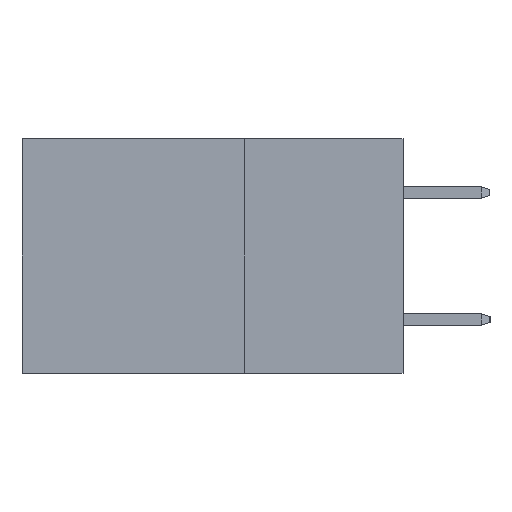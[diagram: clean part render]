
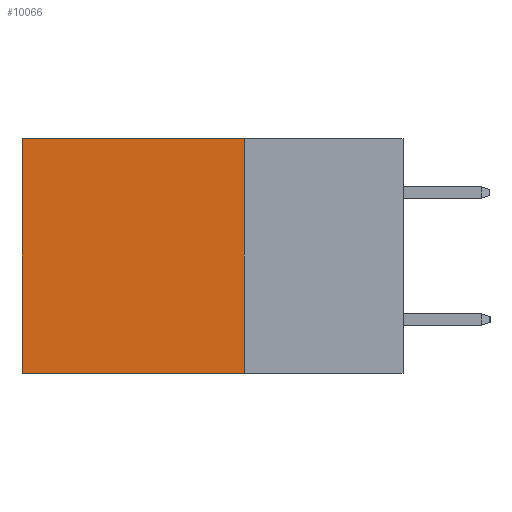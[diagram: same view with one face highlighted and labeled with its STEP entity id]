
A CAD part, left-side view. The second image highlights one B-rep face of the part: STEP entity #10066.
In plain terms, the highlighted planar face has unit normal (-1, 0, 0).
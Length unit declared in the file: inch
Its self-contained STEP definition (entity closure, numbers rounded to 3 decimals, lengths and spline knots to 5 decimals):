
#50 = DIRECTION ( 'NONE',  ( 0., 0., -1. ) ) ;
#165 = ORIENTED_EDGE ( 'NONE', *, *, #2422, .T. ) ;
#185 = CARTESIAN_POINT ( 'NONE',  ( 0.2875, 0.25, 0. ) ) ;
#284 = VECTOR ( 'NONE', #10101, 39.37008 ) ;
#560 = CARTESIAN_POINT ( 'NONE',  ( 0.2875, 0.25, 0. ) ) ;
#611 = DIRECTION ( 'NONE',  ( 0., 0., -1. ) ) ;
#638 = VECTOR ( 'NONE', #7003, 39.37008 ) ;
#1339 = PLANE ( 'NONE',  #5290 ) ;
#1385 = CARTESIAN_POINT ( 'NONE',  ( 0.2875, 0.25, 0. ) ) ;
#1439 = CARTESIAN_POINT ( 'NONE',  ( 0.2875, 0.6, 0. ) ) ;
#2253 = LINE ( 'NONE', #5316, #284 ) ;
#2422 = EDGE_CURVE ( 'NONE', #7425, #7207, #7711, .T. ) ;
#2423 = LINE ( 'NONE', #1439, #9949 ) ;
#2904 = ORIENTED_EDGE ( 'NONE', *, *, #7008, .T. ) ;
#3017 = DIRECTION ( 'NONE',  ( 1., 0., 0. ) ) ;
#3429 = VECTOR ( 'NONE', #4039, 39.37008 ) ;
#3526 = VERTEX_POINT ( 'NONE', #6484 ) ;
#4039 = DIRECTION ( 'NONE',  ( 0., 0., -1. ) ) ;
#4214 = ORIENTED_EDGE ( 'NONE', *, *, #9540, .F. ) ;
#4423 = CARTESIAN_POINT ( 'NONE',  ( 0.2875, 0.25, -0.37 ) ) ;
#5290 = AXIS2_PLACEMENT_3D ( 'NONE', #560, #3017, #611 ) ;
#5316 = CARTESIAN_POINT ( 'NONE',  ( 0.2875, 0.25, -0.37 ) ) ;
#6065 = ORIENTED_EDGE ( 'NONE', *, *, #7872, .F. ) ;
#6360 = EDGE_LOOP ( 'NONE', ( #2904, #6065, #4214, #165 ) ) ;
#6484 = CARTESIAN_POINT ( 'NONE',  ( 0.2875, 0.6, -0.37 ) ) ;
#7003 = DIRECTION ( 'NONE',  ( 0., 1., 0. ) ) ;
#7008 = EDGE_CURVE ( 'NONE', #7207, #3526, #2423, .T. ) ;
#7207 = VERTEX_POINT ( 'NONE', #9633 ) ;
#7425 = VERTEX_POINT ( 'NONE', #185 ) ;
#7711 = LINE ( 'NONE', #1385, #638 ) ;
#7762 = FACE_OUTER_BOUND ( 'NONE', #6360, .T. ) ;
#7872 = EDGE_CURVE ( 'NONE', #8179, #3526, #2253, .T. ) ;
#7892 = CARTESIAN_POINT ( 'NONE',  ( 0.2875, 0.25, 0. ) ) ;
#8179 = VERTEX_POINT ( 'NONE', #4423 ) ;
#9540 = EDGE_CURVE ( 'NONE', #7425, #8179, #9661, .T. ) ;
#9633 = CARTESIAN_POINT ( 'NONE',  ( 0.2875, 0.6, 0. ) ) ;
#9661 = LINE ( 'NONE', #7892, #3429 ) ;
#9949 = VECTOR ( 'NONE', #50, 39.37008 ) ;
#10066 = ADVANCED_FACE ( 'NONE', ( #7762 ), #1339, .F. ) ;
#10101 = DIRECTION ( 'NONE',  ( 0., 1., 0. ) ) ;
